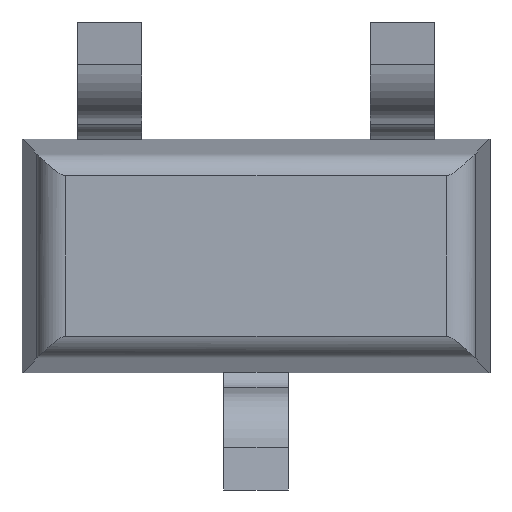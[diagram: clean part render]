
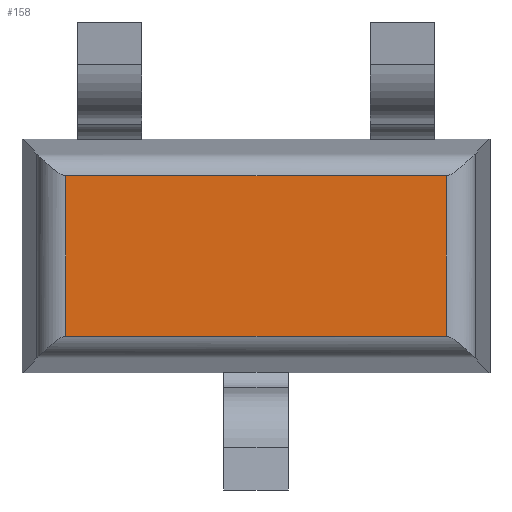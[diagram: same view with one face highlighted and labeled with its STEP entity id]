
A CAD part, front view. The second image highlights one B-rep face of the part: STEP entity #158.
In plain terms, the highlighted planar face has unit normal (0, -1, 0).
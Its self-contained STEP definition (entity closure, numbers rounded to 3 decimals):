
#158=ADVANCED_FACE('',(#326),#327,.T.);
#326=FACE_OUTER_BOUND('',#502,.T.);
#327=PLANE('',#503);
#502=EDGE_LOOP('',(#925,#926,#927,#928));
#503=AXIS2_PLACEMENT_3D('',#929,#930,#931);
#925=ORIENTED_EDGE('',*,*,#1259,.T.);
#926=ORIENTED_EDGE('',*,*,#1260,.T.);
#927=ORIENTED_EDGE('',*,*,#1261,.T.);
#928=ORIENTED_EDGE('',*,*,#1262,.F.);
#929=CARTESIAN_POINT('',(0.8,0.05,0.4));
#930=DIRECTION('',(0.0,-1.0,-0.0));
#931=DIRECTION('',(-1.0,0.0,0.));
#1259=EDGE_CURVE('',#1562,#1563,#1564,.T.);
#1260=EDGE_CURVE('',#1563,#1565,#1566,.T.);
#1261=EDGE_CURVE('',#1565,#1567,#1568,.T.);
#1262=EDGE_CURVE('',#1562,#1567,#1569,.T.);
#1562=VERTEX_POINT('',#2004);
#1563=VERTEX_POINT('',#2005);
#1564=LINE('',#2006,#2007);
#1565=VERTEX_POINT('',#2008);
#1566=LINE('',#2009,#2010);
#1567=VERTEX_POINT('',#2011);
#1568=LINE('',#2012,#2013);
#1569=LINE('',#2014,#2015);
#2004=CARTESIAN_POINT('',(1.45,0.05,0.275));
#2005=CARTESIAN_POINT('',(0.15,0.05,0.275));
#2006=CARTESIAN_POINT('',(0.8,0.05,0.275));
#2007=VECTOR('',#2369,1.0);
#2008=CARTESIAN_POINT('',(0.15,0.05,-0.275));
#2009=CARTESIAN_POINT('',(0.15,0.05,0.4));
#2010=VECTOR('',#2370,1.0);
#2011=CARTESIAN_POINT('',(1.45,0.05,-0.275));
#2012=CARTESIAN_POINT('',(0.8,0.05,-0.275));
#2013=VECTOR('',#2371,1.0);
#2014=CARTESIAN_POINT('',(1.45,0.05,0.4));
#2015=VECTOR('',#2372,1.0);
#2369=DIRECTION('',(-1.0,-0.0,0.));
#2370=DIRECTION('',(0.,0.0,-1.0));
#2371=DIRECTION('',(1.0,0.0,0.));
#2372=DIRECTION('',(0.,0.0,-1.0));
